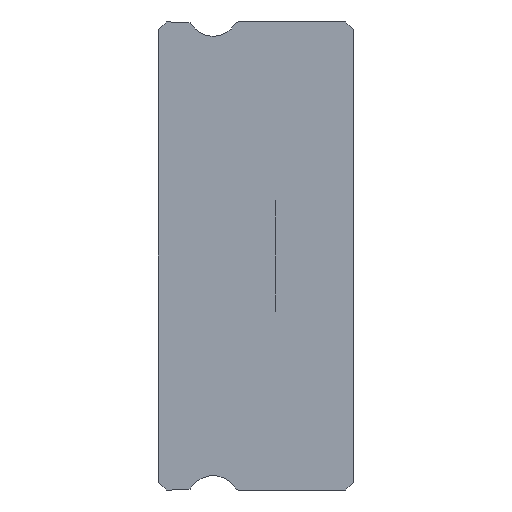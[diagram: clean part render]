
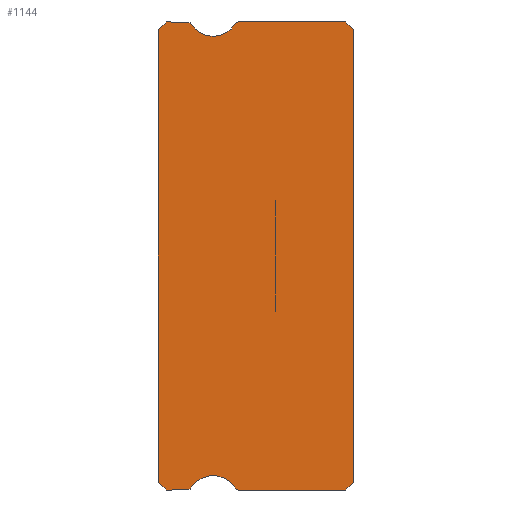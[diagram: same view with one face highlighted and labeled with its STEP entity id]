
A CAD part, left-side view. The second image highlights one B-rep face of the part: STEP entity #1144.
In plain terms, the highlighted planar face has unit normal (-1, 0, 0).
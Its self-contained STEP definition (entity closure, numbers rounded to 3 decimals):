
#1 = CARTESIAN_POINT ( 'NONE',  ( -5., 7.2, -9. ) ) ;
#16 = FACE_OUTER_BOUND ( 'NONE', #777, .T. ) ;
#37 = VERTEX_POINT ( 'NONE', #2596 ) ;
#55 = VERTEX_POINT ( 'NONE', #2663 ) ;
#90 = ORIENTED_EDGE ( 'NONE', *, *, #1039, .F. ) ;
#119 = EDGE_CURVE ( 'NONE', #2456, #2313, #4023, .T. ) ;
#214 = VECTOR ( 'NONE', #787, 1000. ) ;
#220 = CIRCLE ( 'NONE', #1983, 0.15 ) ;
#308 = EDGE_CURVE ( 'NONE', #2858, #2313, #803, .T. ) ;
#349 = CIRCLE ( 'NONE', #937, 1. ) ;
#362 = DIRECTION ( 'NONE',  ( 0., 0.707, -0.707 ) ) ;
#367 = CARTESIAN_POINT ( 'NONE',  ( -5., 4.419, 8.85 ) ) ;
#439 = DIRECTION ( 'NONE',  ( 0., 0., -1. ) ) ;
#465 = ORIENTED_EDGE ( 'NONE', *, *, #308, .T. ) ;
#488 = CARTESIAN_POINT ( 'NONE',  ( -5., 0., 8.7 ) ) ;
#508 = DIRECTION ( 'NONE',  ( -1., 0., 0. ) ) ;
#519 = DIRECTION ( 'NONE',  ( 0., -1., 0. ) ) ;
#606 = VECTOR ( 'NONE', #362, 1000. ) ;
#642 = ORIENTED_EDGE ( 'NONE', *, *, #4274, .F. ) ;
#657 = VERTEX_POINT ( 'NONE', #4298 ) ;
#668 = DIRECTION ( 'NONE',  ( -1., 0., 0. ) ) ;
#679 = VERTEX_POINT ( 'NONE', #1179 ) ;
#727 = LINE ( 'NONE', #3535, #4047 ) ;
#738 = DIRECTION ( 'NONE',  ( 1., 0., 0. ) ) ;
#777 = EDGE_LOOP ( 'NONE', ( #1958, #851, #465, #829, #847, #1594, #2943, #90, #1299, #642, #3782, #1680, #3088, #3568, #1054, #936, #4502 ) ) ;
#787 = DIRECTION ( 'NONE',  ( 0., 0.707, -0.707 ) ) ;
#803 = LINE ( 'NONE', #1770, #4028 ) ;
#826 = CARTESIAN_POINT ( 'NONE',  ( -5., 6.381, 9. ) ) ;
#829 = ORIENTED_EDGE ( 'NONE', *, *, #119, .F. ) ;
#847 = ORIENTED_EDGE ( 'NONE', *, *, #4378, .F. ) ;
#851 = ORIENTED_EDGE ( 'NONE', *, *, #2866, .T. ) ;
#871 = CARTESIAN_POINT ( 'NONE',  ( -5., 5.4, -9.45 ) ) ;
#936 = ORIENTED_EDGE ( 'NONE', *, *, #3008, .T. ) ;
#937 = AXIS2_PLACEMENT_3D ( 'NONE', #4504, #668, #2771 ) ;
#982 = LINE ( 'NONE', #4116, #3795 ) ;
#1039 = EDGE_CURVE ( 'NONE', #2643, #1427, #1143, .T. ) ;
#1054 = ORIENTED_EDGE ( 'NONE', *, *, #3098, .F. ) ;
#1139 = CARTESIAN_POINT ( 'NONE',  ( -5., 0.3, 9. ) ) ;
#1140 = CARTESIAN_POINT ( 'NONE',  ( -5., 5.4, 9.45 ) ) ;
#1141 = LINE ( 'NONE', #1476, #2712 ) ;
#1143 = LINE ( 'NONE', #1199, #214 ) ;
#1144 = ADVANCED_FACE ( 'NONE', ( #16 ), #4166, .F. ) ;
#1152 = CARTESIAN_POINT ( 'NONE',  ( -5., 0.3, 9. ) ) ;
#1179 = CARTESIAN_POINT ( 'NONE',  ( -5., 6.253, 8.928 ) ) ;
#1192 = EDGE_CURVE ( 'NONE', #679, #1211, #349, .T. ) ;
#1197 = CARTESIAN_POINT ( 'NONE',  ( -5., 4.419, 9. ) ) ;
#1199 = CARTESIAN_POINT ( 'NONE',  ( -5., 0., -8.7 ) ) ;
#1211 = VERTEX_POINT ( 'NONE', #1424 ) ;
#1241 = EDGE_CURVE ( 'NONE', #1427, #657, #982, .T. ) ;
#1246 = CARTESIAN_POINT ( 'NONE',  ( -5., 0.3, -9. ) ) ;
#1295 = VERTEX_POINT ( 'NONE', #4239 ) ;
#1299 = ORIENTED_EDGE ( 'NONE', *, *, #2539, .T. ) ;
#1313 = EDGE_CURVE ( 'NONE', #657, #1905, #220, .T. ) ;
#1424 = CARTESIAN_POINT ( 'NONE',  ( -5., 5.4, 8.45 ) ) ;
#1427 = VERTEX_POINT ( 'NONE', #1246 ) ;
#1429 = DIRECTION ( 'NONE',  ( 0., -0.707, -0.707 ) ) ;
#1476 = CARTESIAN_POINT ( 'NONE',  ( -5., 7.2, 9. ) ) ;
#1570 = CARTESIAN_POINT ( 'NONE',  ( -5., 6.381, 9. ) ) ;
#1585 = CARTESIAN_POINT ( 'NONE',  ( -5., 6.381, -8.85 ) ) ;
#1594 = ORIENTED_EDGE ( 'NONE', *, *, #1313, .F. ) ;
#1597 = DIRECTION ( 'NONE',  ( -1., 0., 0. ) ) ;
#1680 = ORIENTED_EDGE ( 'NONE', *, *, #4251, .F. ) ;
#1770 = CARTESIAN_POINT ( 'NONE',  ( -5., 6.381, -9. ) ) ;
#1857 = LINE ( 'NONE', #3605, #3209 ) ;
#1895 = EDGE_CURVE ( 'NONE', #2021, #1295, #2119, .T. ) ;
#1905 = VERTEX_POINT ( 'NONE', #3445 ) ;
#1958 = ORIENTED_EDGE ( 'NONE', *, *, #3904, .F. ) ;
#1983 = AXIS2_PLACEMENT_3D ( 'NONE', #3204, #3276, #2946 ) ;
#2021 = VERTEX_POINT ( 'NONE', #2240 ) ;
#2075 = DIRECTION ( 'NONE',  ( 1., 0., 0. ) ) ;
#2102 = AXIS2_PLACEMENT_3D ( 'NONE', #871, #508, #3260 ) ;
#2119 = LINE ( 'NONE', #3505, #606 ) ;
#2127 = DIRECTION ( 'NONE',  ( 0., 0., 1. ) ) ;
#2135 = AXIS2_PLACEMENT_3D ( 'NONE', #1585, #2973, #4357 ) ;
#2162 = DIRECTION ( 'NONE',  ( 0., 0., -1. ) ) ;
#2179 = DIRECTION ( 'NONE',  ( 0., 0., 1. ) ) ;
#2238 = EDGE_CURVE ( 'NONE', #1211, #37, #3464, .T. ) ;
#2240 = CARTESIAN_POINT ( 'NONE',  ( -5., 7.2, 9. ) ) ;
#2287 = AXIS2_PLACEMENT_3D ( 'NONE', #3886, #738, #2162 ) ;
#2313 = VERTEX_POINT ( 'NONE', #4042 ) ;
#2365 = VERTEX_POINT ( 'NONE', #826 ) ;
#2372 = LINE ( 'NONE', #1570, #2498 ) ;
#2456 = VERTEX_POINT ( 'NONE', #3744 ) ;
#2471 = DIRECTION ( 'NONE',  ( 0., -0.707, -0.707 ) ) ;
#2498 = VECTOR ( 'NONE', #519, 1000. ) ;
#2539 = EDGE_CURVE ( 'NONE', #2643, #4021, #727, .T. ) ;
#2568 = AXIS2_PLACEMENT_3D ( 'NONE', #4147, #2075, #3857 ) ;
#2596 = CARTESIAN_POINT ( 'NONE',  ( -5., 4.547, 8.928 ) ) ;
#2599 = AXIS2_PLACEMENT_3D ( 'NONE', #1140, #1597, #2961 ) ;
#2643 = VERTEX_POINT ( 'NONE', #4228 ) ;
#2663 = CARTESIAN_POINT ( 'NONE',  ( -5., 7.5, -8.7 ) ) ;
#2712 = VECTOR ( 'NONE', #3612, 1000. ) ;
#2771 = DIRECTION ( 'NONE',  ( 0., 0., -1. ) ) ;
#2828 = AXIS2_PLACEMENT_3D ( 'NONE', #367, #3217, #439 ) ;
#2858 = VERTEX_POINT ( 'NONE', #1 ) ;
#2859 = CIRCLE ( 'NONE', #2287, 0.15 ) ;
#2866 = EDGE_CURVE ( 'NONE', #55, #2858, #3462, .T. ) ;
#2943 = ORIENTED_EDGE ( 'NONE', *, *, #1241, .F. ) ;
#2946 = DIRECTION ( 'NONE',  ( 0., 0., -1. ) ) ;
#2961 = DIRECTION ( 'NONE',  ( 0., 0., -1. ) ) ;
#2973 = DIRECTION ( 'NONE',  ( 1., 0., 0. ) ) ;
#2993 = DIRECTION ( 'NONE',  ( 0., -1., 0. ) ) ;
#3008 = EDGE_CURVE ( 'NONE', #2365, #2021, #1141, .T. ) ;
#3052 = VECTOR ( 'NONE', #2471, 1000. ) ;
#3085 = VERTEX_POINT ( 'NONE', #1197 ) ;
#3088 = ORIENTED_EDGE ( 'NONE', *, *, #2238, .F. ) ;
#3098 = EDGE_CURVE ( 'NONE', #2365, #679, #2859, .T. ) ;
#3196 = EDGE_CURVE ( 'NONE', #3085, #3786, #2372, .T. ) ;
#3204 = CARTESIAN_POINT ( 'NONE',  ( -5., 4.419, -8.85 ) ) ;
#3209 = VECTOR ( 'NONE', #2179, 1000. ) ;
#3217 = DIRECTION ( 'NONE',  ( 1., 0., 0. ) ) ;
#3260 = DIRECTION ( 'NONE',  ( 0., 0., -1. ) ) ;
#3276 = DIRECTION ( 'NONE',  ( 1., 0., 0. ) ) ;
#3445 = CARTESIAN_POINT ( 'NONE',  ( -5., 4.547, -8.928 ) ) ;
#3462 = LINE ( 'NONE', #4170, #3831 ) ;
#3464 = CIRCLE ( 'NONE', #2599, 1. ) ;
#3505 = CARTESIAN_POINT ( 'NONE',  ( -5., 7.5, 8.7 ) ) ;
#3535 = CARTESIAN_POINT ( 'NONE',  ( -5., 0., 8.7 ) ) ;
#3568 = ORIENTED_EDGE ( 'NONE', *, *, #1192, .F. ) ;
#3605 = CARTESIAN_POINT ( 'NONE',  ( -5., 7.5, 8.85 ) ) ;
#3612 = DIRECTION ( 'NONE',  ( 0., 1., 0. ) ) ;
#3744 = CARTESIAN_POINT ( 'NONE',  ( -5., 6.253, -8.928 ) ) ;
#3782 = ORIENTED_EDGE ( 'NONE', *, *, #3196, .F. ) ;
#3786 = VERTEX_POINT ( 'NONE', #1139 ) ;
#3795 = VECTOR ( 'NONE', #4466, 1000. ) ;
#3831 = VECTOR ( 'NONE', #1429, 1000. ) ;
#3857 = DIRECTION ( 'NONE',  ( 0., 0., -1. ) ) ;
#3886 = CARTESIAN_POINT ( 'NONE',  ( -5., 6.381, 8.85 ) ) ;
#3904 = EDGE_CURVE ( 'NONE', #55, #1295, #1857, .T. ) ;
#4021 = VERTEX_POINT ( 'NONE', #488 ) ;
#4023 = CIRCLE ( 'NONE', #2135, 0.15 ) ;
#4028 = VECTOR ( 'NONE', #2993, 1000. ) ;
#4042 = CARTESIAN_POINT ( 'NONE',  ( -5., 6.381, -9. ) ) ;
#4047 = VECTOR ( 'NONE', #2127, 1000. ) ;
#4116 = CARTESIAN_POINT ( 'NONE',  ( -5., 6.381, -9. ) ) ;
#4147 = CARTESIAN_POINT ( 'NONE',  ( -5., 6.381, 8.85 ) ) ;
#4166 = PLANE ( 'NONE',  #2568 ) ;
#4170 = CARTESIAN_POINT ( 'NONE',  ( -5., 7.2, -9. ) ) ;
#4195 = CIRCLE ( 'NONE', #2828, 0.15 ) ;
#4228 = CARTESIAN_POINT ( 'NONE',  ( -5., 0., -8.7 ) ) ;
#4239 = CARTESIAN_POINT ( 'NONE',  ( -5., 7.5, 8.7 ) ) ;
#4251 = EDGE_CURVE ( 'NONE', #37, #3085, #4195, .T. ) ;
#4274 = EDGE_CURVE ( 'NONE', #3786, #4021, #4276, .T. ) ;
#4276 = LINE ( 'NONE', #1152, #3052 ) ;
#4298 = CARTESIAN_POINT ( 'NONE',  ( -5., 4.419, -9. ) ) ;
#4357 = DIRECTION ( 'NONE',  ( 0., 0., -1. ) ) ;
#4378 = EDGE_CURVE ( 'NONE', #1905, #2456, #4500, .T. ) ;
#4466 = DIRECTION ( 'NONE',  ( 0., 1., 0. ) ) ;
#4500 = CIRCLE ( 'NONE', #2102, 1. ) ;
#4502 = ORIENTED_EDGE ( 'NONE', *, *, #1895, .T. ) ;
#4504 = CARTESIAN_POINT ( 'NONE',  ( -5., 5.4, 9.45 ) ) ;
